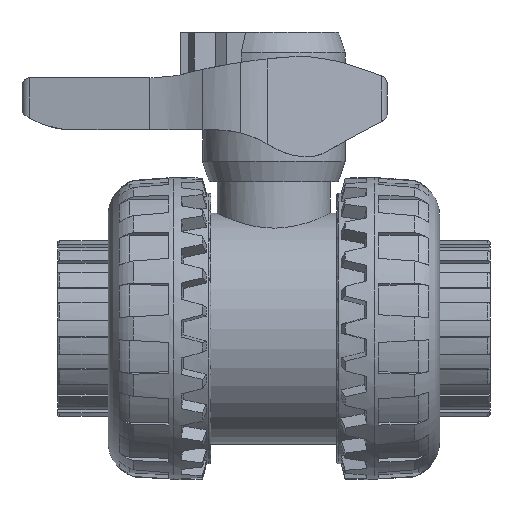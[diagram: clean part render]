
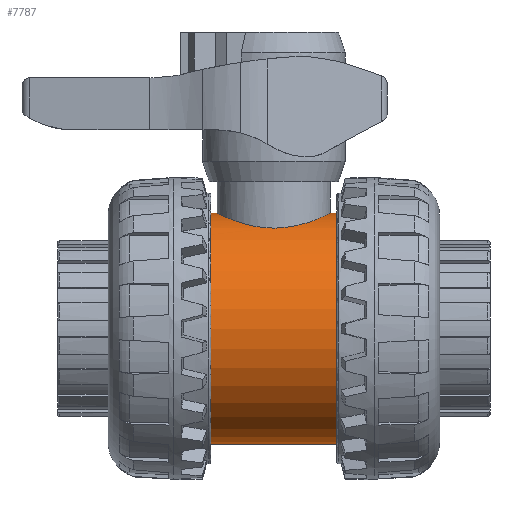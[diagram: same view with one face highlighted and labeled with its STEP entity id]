
A CAD part, front view. The second image highlights one B-rep face of the part: STEP entity #7787.
In plain terms, the highlighted cylindrical face has radius 27.5 mm (diameter 55 mm), a full revolution.
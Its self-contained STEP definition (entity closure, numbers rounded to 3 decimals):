
#1647=B_SPLINE_CURVE_WITH_KNOTS('',3,(#11761,#11762,#11763,#11764,#11765,
#11766,#11767,#11768,#11769,#11770,#11771,#11772,#11773,#11774,#11775,#11776,
#11777,#11778,#11779,#11780,#11781,#11782,#11783,#11784,#11785,#11786,#11787,
#11788,#11789,#11790,#11791,#11792,#11793,#11794,#11795,#11796,#11797,#11798,
#11799,#11800,#11801,#11802,#11803,#11804,#11805,#11806,#11807,#11808,#11809,
#11810,#11811,#11812,#11813,#11814,#11815,#11816,#11817,#11818,#11819,#11820,
#11821,#11822,#11823,#11824,#11825,#11826,#11827,#11828,#11829,#11830,#11831,
#11832,#11833,#11834,#11835,#11836,#11837,#11838,#11839,#11840,#11841,#11842,
#11843,#11844,#11845,#11846,#11847,#11848,#11849,#11850,#11851,#11852,#11853,
#11854),.UNSPECIFIED.,.T.,.F.,(4,3,3,3,3,3,3,3,3,3,3,3,3,3,3,3,3,3,3,3,
3,3,3,3,3,3,3,3,3,3,3,4),(0.,0.329,0.696,0.958,
1.114,1.475,1.819,2.012,2.159,
2.494,2.857,3.09,3.188,3.557,
3.853,4.13,4.252,4.592,4.963,
5.114,5.261,5.62,5.955,6.164,
6.306,6.648,7.007,7.24,7.343,
7.714,8.049,8.296),.UNSPECIFIED.);
#1743=FACE_BOUND('',#2235,.T.);
#1744=FACE_BOUND('',#2236,.T.);
#1783=FACE_OUTER_BOUND('',#2234,.T.);
#2234=EDGE_LOOP('',(#5214));
#2235=EDGE_LOOP('',(#5215));
#2236=EDGE_LOOP('',(#5216));
#2717=CIRCLE('',#8244,27.5);
#2718=CIRCLE('',#8246,27.5);
#3125=VERTEX_POINT('',#11760);
#3126=VERTEX_POINT('',#11857);
#3127=VERTEX_POINT('',#11860);
#3965=EDGE_CURVE('',#3125,#3125,#1647,.T.);
#3966=EDGE_CURVE('',#3126,#3126,#2717,.T.);
#3967=EDGE_CURVE('',#3127,#3127,#2718,.T.);
#5214=ORIENTED_EDGE('',*,*,#3966,.F.);
#5215=ORIENTED_EDGE('',*,*,#3965,.T.);
#5216=ORIENTED_EDGE('',*,*,#3967,.F.);
#7699=CYLINDRICAL_SURFACE('',#8245,27.5);
#7787=ADVANCED_FACE('',(#1783,#1743,#1744),#7699,.T.);
#8244=AXIS2_PLACEMENT_3D('',#11858,#9265,#9266);
#8245=AXIS2_PLACEMENT_3D('',#11859,#9267,#9268);
#8246=AXIS2_PLACEMENT_3D('',#11861,#9269,#9270);
#9265=DIRECTION('center_axis',(-1.,0.,0.));
#9266=DIRECTION('ref_axis',(0.,-1.,0.));
#9267=DIRECTION('center_axis',(1.,0.,0.));
#9268=DIRECTION('ref_axis',(0.,-1.,0.));
#9269=DIRECTION('center_axis',(1.,0.,0.));
#9270=DIRECTION('ref_axis',(0.,-1.,0.));
#11760=CARTESIAN_POINT('',(0.,-13.5,23.958));
#11761=CARTESIAN_POINT('Ctrl Pts',(0.,-13.5,23.958));
#11762=CARTESIAN_POINT('Ctrl Pts',(-1.098,-13.5,23.958));
#11763=CARTESIAN_POINT('Ctrl Pts',(-2.234,-13.363,
24.037));
#11764=CARTESIAN_POINT('Ctrl Pts',(-3.339,-13.081,24.19));
#11765=CARTESIAN_POINT('Ctrl Pts',(-4.567,-12.767,
24.359));
#11766=CARTESIAN_POINT('Ctrl Pts',(-5.756,-12.275,
24.618));
#11767=CARTESIAN_POINT('Ctrl Pts',(-6.837,-11.641,
24.915));
#11768=CARTESIAN_POINT('Ctrl Pts',(-7.61,-11.186,
25.127));
#11769=CARTESIAN_POINT('Ctrl Pts',(-8.328,-10.66,
25.357));
#11770=CARTESIAN_POINT('Ctrl Pts',(-8.972,-10.087,25.583));
#11771=CARTESIAN_POINT('Ctrl Pts',(-9.357,-9.745,
25.718));
#11772=CARTESIAN_POINT('Ctrl Pts',(-9.711,-9.392,25.85));
#11773=CARTESIAN_POINT('Ctrl Pts',(-10.055,-9.008,
25.983));
#11774=CARTESIAN_POINT('Ctrl Pts',(-10.846,-8.125,
26.289));
#11775=CARTESIAN_POINT('Ctrl Pts',(-11.551,-7.098,
26.593));
#11776=CARTESIAN_POINT('Ctrl Pts',(-12.104,-5.98,
26.842));
#11777=CARTESIAN_POINT('Ctrl Pts',(-12.632,-4.91,
27.08));
#11778=CARTESIAN_POINT('Ctrl Pts',(-13.022,-3.756,
27.268));
#11779=CARTESIAN_POINT('Ctrl Pts',(-13.25,-2.585,
27.378));
#11780=CARTESIAN_POINT('Ctrl Pts',(-13.377,-1.933,
27.44));
#11781=CARTESIAN_POINT('Ctrl Pts',(-13.455,-1.276,
27.478));
#11782=CARTESIAN_POINT('Ctrl Pts',(-13.485,-0.628,
27.493));
#11783=CARTESIAN_POINT('Ctrl Pts',(-13.508,-0.132,
27.504));
#11784=CARTESIAN_POINT('Ctrl Pts',(-13.505,0.355,
27.502));
#11785=CARTESIAN_POINT('Ctrl Pts',(-13.473,0.852,
27.487));
#11786=CARTESIAN_POINT('Ctrl Pts',(-13.401,1.987,27.452));
#11787=CARTESIAN_POINT('Ctrl Pts',(-13.181,3.144,27.343));
#11788=CARTESIAN_POINT('Ctrl Pts',(-12.813,4.253,27.169));
#11789=CARTESIAN_POINT('Ctrl Pts',(-12.415,5.451,26.982));
#11790=CARTESIAN_POINT('Ctrl Pts',(-11.846,6.59,26.72));
#11791=CARTESIAN_POINT('Ctrl Pts',(-11.152,7.609,26.426));
#11792=CARTESIAN_POINT('Ctrl Pts',(-10.705,8.263,26.238));
#11793=CARTESIAN_POINT('Ctrl Pts',(-10.207,8.868,26.037));
#11794=CARTESIAN_POINT('Ctrl Pts',(-9.68,9.41,25.84));
#11795=CARTESIAN_POINT('Ctrl Pts',(-9.459,9.638,25.757));
#11796=CARTESIAN_POINT('Ctrl Pts',(-9.23,9.857,25.674));
#11797=CARTESIAN_POINT('Ctrl Pts',(-8.99,10.072,25.589));
#11798=CARTESIAN_POINT('Ctrl Pts',(-8.086,10.878,25.272));
#11799=CARTESIAN_POINT('Ctrl Pts',(-7.033,11.593,24.945));
#11800=CARTESIAN_POINT('Ctrl Pts',(-5.89,12.148,24.672));
#11801=CARTESIAN_POINT('Ctrl Pts',(-4.97,12.593,24.452));
#11802=CARTESIAN_POINT('Ctrl Pts',(-3.992,12.937,24.268));
#11803=CARTESIAN_POINT('Ctrl Pts',(-2.993,13.164,24.145));
#11804=CARTESIAN_POINT('Ctrl Pts',(-2.06,13.376,24.029));
#11805=CARTESIAN_POINT('Ctrl Pts',(-1.111,13.486,23.966));
#11806=CARTESIAN_POINT('Ctrl Pts',(-0.185,13.499,
23.959));
#11807=CARTESIAN_POINT('Ctrl Pts',(0.224,13.504,23.956));
#11808=CARTESIAN_POINT('Ctrl Pts',(0.632,13.492,23.963));
#11809=CARTESIAN_POINT('Ctrl Pts',(1.046,13.459,23.981));
#11810=CARTESIAN_POINT('Ctrl Pts',(2.198,13.37,24.031));
#11811=CARTESIAN_POINT('Ctrl Pts',(3.366,13.127,24.169));
#11812=CARTESIAN_POINT('Ctrl Pts',(4.48,12.735,24.373));
#11813=CARTESIAN_POINT('Ctrl Pts',(5.693,12.308,24.597));
#11814=CARTESIAN_POINT('Ctrl Pts',(6.841,11.705,24.897));
#11815=CARTESIAN_POINT('Ctrl Pts',(7.86,10.976,25.215));
#11816=CARTESIAN_POINT('Ctrl Pts',(8.275,10.679,25.344));
#11817=CARTESIAN_POINT('Ctrl Pts',(8.668,10.362,25.476));
#11818=CARTESIAN_POINT('Ctrl Pts',(9.037,10.029,25.606));
#11819=CARTESIAN_POINT('Ctrl Pts',(9.394,9.707,25.732));
#11820=CARTESIAN_POINT('Ctrl Pts',(9.725,9.375,25.855));
#11821=CARTESIAN_POINT('Ctrl Pts',(10.047,9.017,25.98));
#11822=CARTESIAN_POINT('Ctrl Pts',(10.836,8.137,26.285));
#11823=CARTESIAN_POINT('Ctrl Pts',(11.541,7.114,26.588));
#11824=CARTESIAN_POINT('Ctrl Pts',(12.094,6.,26.838));
#11825=CARTESIAN_POINT('Ctrl Pts',(12.608,4.963,27.069));
#11826=CARTESIAN_POINT('Ctrl Pts',(12.992,3.848,27.253));
#11827=CARTESIAN_POINT('Ctrl Pts',(13.224,2.714,27.366));
#11828=CARTESIAN_POINT('Ctrl Pts',(13.37,2.006,27.436));
#11829=CARTESIAN_POINT('Ctrl Pts',(13.457,1.291,27.479));
#11830=CARTESIAN_POINT('Ctrl Pts',(13.487,0.588,27.494));
#11831=CARTESIAN_POINT('Ctrl Pts',(13.508,0.106,27.504));
#11832=CARTESIAN_POINT('Ctrl Pts',(13.504,-0.368,
27.502));
#11833=CARTESIAN_POINT('Ctrl Pts',(13.473,-0.852,
27.487));
#11834=CARTESIAN_POINT('Ctrl Pts',(13.4,-2.006,27.451));
#11835=CARTESIAN_POINT('Ctrl Pts',(13.173,-3.182,27.339));
#11836=CARTESIAN_POINT('Ctrl Pts',(12.794,-4.308,27.161));
#11837=CARTESIAN_POINT('Ctrl Pts',(12.396,-5.492,26.973));
#11838=CARTESIAN_POINT('Ctrl Pts',(11.83,-6.618,26.712));
#11839=CARTESIAN_POINT('Ctrl Pts',(11.141,-7.625,26.422));
#11840=CARTESIAN_POINT('Ctrl Pts',(10.692,-8.28,26.233));
#11841=CARTESIAN_POINT('Ctrl Pts',(10.193,-8.885,26.032));
#11842=CARTESIAN_POINT('Ctrl Pts',(9.664,-9.427,25.834));
#11843=CARTESIAN_POINT('Ctrl Pts',(9.431,-9.665,25.747));
#11844=CARTESIAN_POINT('Ctrl Pts',(9.19,-9.895,25.659));
#11845=CARTESIAN_POINT('Ctrl Pts',(8.936,-10.119,25.571));
#11846=CARTESIAN_POINT('Ctrl Pts',(8.02,-10.928,25.251));
#11847=CARTESIAN_POINT('Ctrl Pts',(6.955,-11.641,24.922));
#11848=CARTESIAN_POINT('Ctrl Pts',(5.798,-12.191,24.65));
#11849=CARTESIAN_POINT('Ctrl Pts',(4.756,-12.687,24.405));
#11850=CARTESIAN_POINT('Ctrl Pts',(3.639,-13.051,24.207));
#11851=CARTESIAN_POINT('Ctrl Pts',(2.506,-13.265,24.089));
#11852=CARTESIAN_POINT('Ctrl Pts',(1.669,-13.424,24.002));
#11853=CARTESIAN_POINT('Ctrl Pts',(0.824,-13.5,23.958));
#11854=CARTESIAN_POINT('Ctrl Pts',(0.,-13.5,23.958));
#11857=CARTESIAN_POINT('',(-26.5,27.5,0.));
#11858=CARTESIAN_POINT('Origin',(-26.5,0.,0.));
#11859=CARTESIAN_POINT('Origin',(0.,0.,0.));
#11860=CARTESIAN_POINT('',(26.5,27.5,0.));
#11861=CARTESIAN_POINT('Origin',(26.5,0.,0.));
